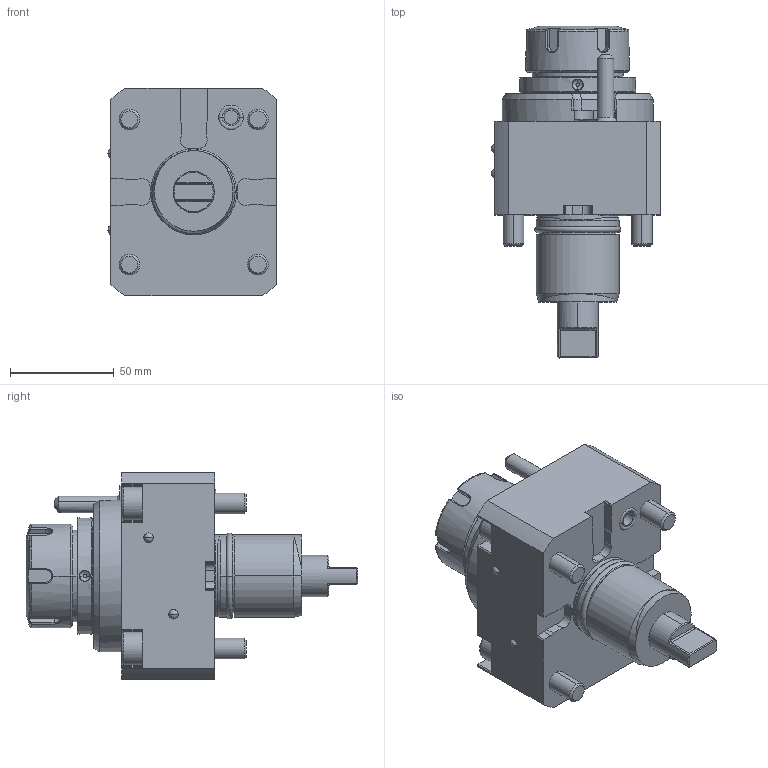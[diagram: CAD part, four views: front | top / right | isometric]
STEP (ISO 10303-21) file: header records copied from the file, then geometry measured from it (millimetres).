
FILE_DESCRIPTION((''),'2;1');
FILE_NAME('NGT2_40_101_32_1_12K_MS','2020-12-07T',('vali'),('NOVA GRUP'),'PRO/ENGINEER BY PARAMETRIC TECHNOLOGY CORPORATION, 2010280','PRO/ENGINEER BY PARAMETRIC TECHNOLOGY CORPORATION, 2010280','');
FILE_SCHEMA(('CONFIG_CONTROL_DESIGN'));
Length unit declared in the file: millimetre
Products named in the file (1): NGT2_40_101_32_1_12K_MS
Bounding box: 81.6 x 160.1 x 100 mm (x, y, z)
Volume: 528982.8 mm3; surface area: 58124.7 mm2
Topology: 1 solids, 1 shells, 392 faces, 1032 edges, 660 vertices
Faces by surface type: plane 155, cylinder 106, cone 74, bspline 28, torus 23, sphere 6
Entity records: 16595 total; most frequent: CARTESIAN_POINT 7146, ORIENTED_EDGE 2040, DIRECTION 1855, EDGE_CURVE 1020, AXIS2_PLACEMENT_3D 679, VERTEX_POINT 660, VECTOR 497, LINE 497
